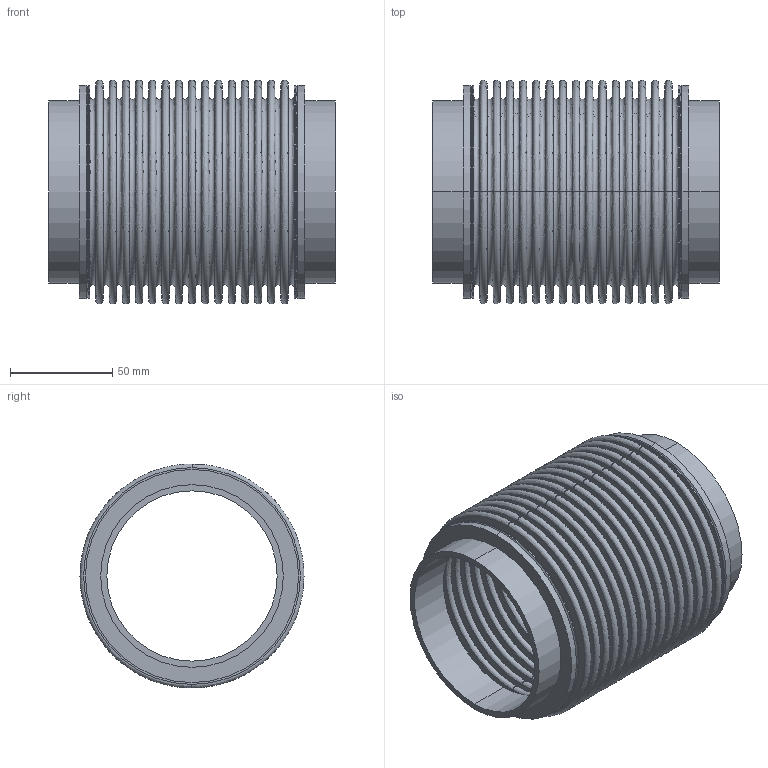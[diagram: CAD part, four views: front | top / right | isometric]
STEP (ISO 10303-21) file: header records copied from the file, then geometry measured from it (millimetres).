
FILE_DESCRIPTION( (''), '2;1');
FILE_NAME ('CAD714.5728.PF80_17503.stp','2017-01-24T16:01:12',(''),(''),'spGate 12.6.6','','');
FILE_SCHEMA (('AUTOMOTIVE_DESIGN'));
Length unit declared in the file: millimetre
Products named in the file (4): Assembly; PF80-1; PF80-2; PF80-2_mr
Assembly tree (3 placements, depth 2):
  Assembly
    PF80-1
    PF80-2
    PF80-2_mr
Bounding box: 140 x 109.3 x 109.3 mm (x, y, z)
Volume: 71342.8 mm3; surface area: 257093.3 mm2
Topology: 3 solids, 3 shells, 222 faces, 444 edges, 292 vertices
Faces by surface type: bspline 132, plane 70, cylinder 20
Entity records: 12792 total; most frequent: CARTESIAN_POINT 4722, ORIENTED_EDGE 888, DIRECTION 780, COLOUR_RGB 669, PRESENTATION_STYLE_ASSIGNMENT 669, STYLED_ITEM 669, EDGE_CURVE 444, DRAUGHTING_PRE_DEFINED_CURVE_FONT 444
